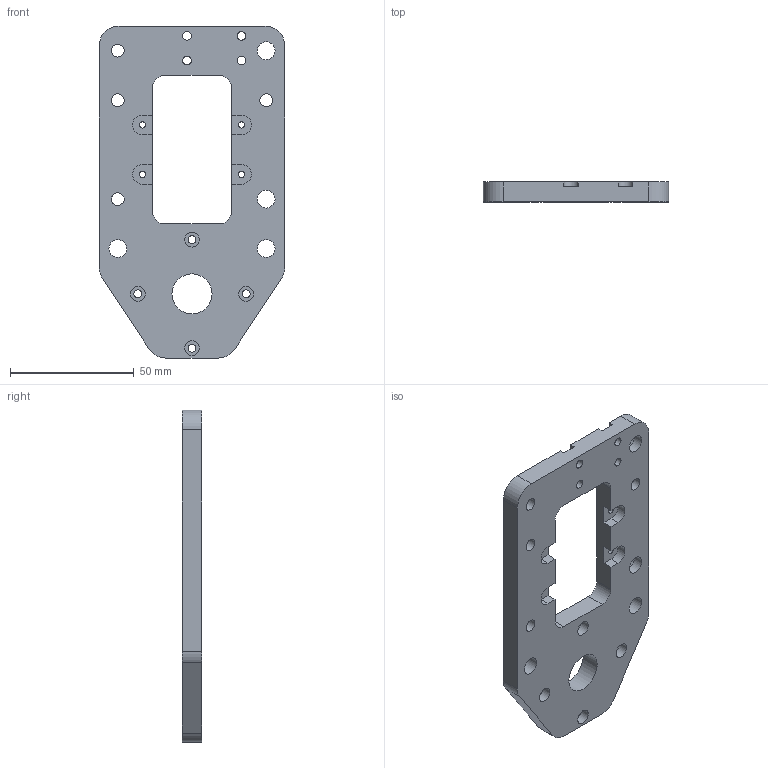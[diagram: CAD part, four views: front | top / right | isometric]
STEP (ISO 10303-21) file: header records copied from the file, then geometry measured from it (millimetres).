
FILE_DESCRIPTION(('FreeCAD Model'),'2;1');
FILE_NAME('Open CASCADE Shape Model','2025-05-24T22:20:54',(''),(''), 'Open CASCADE STEP processor 7.8','FreeCAD','Unknown');
FILE_SCHEMA(('AUTOMOTIVE_DESIGN { 1 0 10303 214 1 1 1 1 }'));
Length unit declared in the file: millimetre
Products named in the file (1): CAR-X-v1.6-HE
Bounding box: 75 x 8 x 134.22 mm (x, y, z)
Volume: 52399.5 mm3; surface area: 21075.9 mm2
Topology: 1 solids, 1 shells, 83 faces, 219 edges, 146 vertices
Faces by surface type: cylinder 45, plane 38
Full cylindrical faces by diameter (mm): 2.5 x4, 3.2 x4, 3.5 x4, 5.1 x4, 6 x4, 7.2 x4, 8.7 x2, 10.7 x2, 16.2 x1
Entity records: 2713 total; most frequent: DIRECTION 477, CARTESIAN_POINT 449, ORIENTED_EDGE 438, EDGE_CURVE 219, AXIS2_PLACEMENT_3D 174, VERTEX_POINT 146, FACE_BOUND 135, EDGE_LOOP 135
